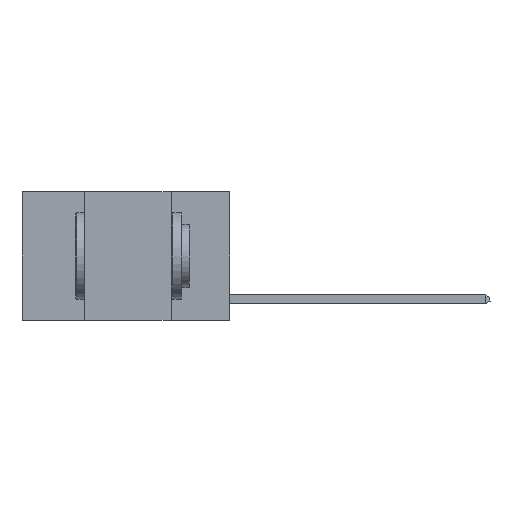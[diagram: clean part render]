
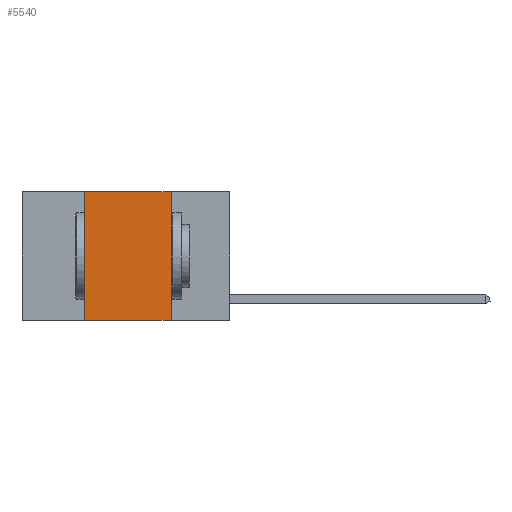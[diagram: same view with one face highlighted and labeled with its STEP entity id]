
A CAD part, left-side view. The second image highlights one B-rep face of the part: STEP entity #5540.
In plain terms, the highlighted planar face has unit normal (-1, 0, 0).
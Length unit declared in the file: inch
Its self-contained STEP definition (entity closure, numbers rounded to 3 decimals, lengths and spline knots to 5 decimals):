
#447 = CARTESIAN_POINT ( 'NONE',  ( 0., 0.42, 0. ) ) ;
#651 = EDGE_CURVE ( 'NONE', #767, #8921, #2724, .T. ) ;
#767 = VERTEX_POINT ( 'NONE', #902 ) ;
#902 = CARTESIAN_POINT ( 'NONE',  ( 0., 0.17, 0. ) ) ;
#977 = ORIENTED_EDGE ( 'NONE', *, *, #10133, .F. ) ;
#1108 = DIRECTION ( 'NONE',  ( 1., 0., 0. ) ) ;
#1362 = CARTESIAN_POINT ( 'NONE',  ( 0., 0.42, -0.37 ) ) ;
#1516 = CARTESIAN_POINT ( 'NONE',  ( 0., 0.6, -0.37 ) ) ;
#1843 = EDGE_CURVE ( 'NONE', #5630, #8921, #2598, .T. ) ;
#2473 = DIRECTION ( 'NONE',  ( 0., 0., 1. ) ) ;
#2598 = LINE ( 'NONE', #1516, #5229 ) ;
#2724 = LINE ( 'NONE', #9802, #11489 ) ;
#2783 = VECTOR ( 'NONE', #2473, 39.37008 ) ;
#3004 = EDGE_CURVE ( 'NONE', #8385, #767, #12067, .T. ) ;
#3733 = LINE ( 'NONE', #447, #2783 ) ;
#4996 = VECTOR ( 'NONE', #9881, 39.37008 ) ;
#5207 = DIRECTION ( 'NONE',  ( 0., 0., -1. ) ) ;
#5229 = VECTOR ( 'NONE', #8621, 39.37008 ) ;
#5521 = ORIENTED_EDGE ( 'NONE', *, *, #3004, .F. ) ;
#5540 = ADVANCED_FACE ( 'NONE', ( #8272 ), #6204, .F. ) ;
#5630 = VERTEX_POINT ( 'NONE', #1362 ) ;
#5702 = AXIS2_PLACEMENT_3D ( 'NONE', #10267, #1108, #5207 ) ;
#5812 = CARTESIAN_POINT ( 'NONE',  ( 0., 0.6, 0. ) ) ;
#6204 = PLANE ( 'NONE',  #5702 ) ;
#7924 = CARTESIAN_POINT ( 'NONE',  ( 0., 0.17, -0.37 ) ) ;
#8272 = FACE_OUTER_BOUND ( 'NONE', #11422, .T. ) ;
#8385 = VERTEX_POINT ( 'NONE', #10237 ) ;
#8621 = DIRECTION ( 'NONE',  ( 0., -1., 0. ) ) ;
#8885 = ORIENTED_EDGE ( 'NONE', *, *, #1843, .T. ) ;
#8921 = VERTEX_POINT ( 'NONE', #7924 ) ;
#9802 = CARTESIAN_POINT ( 'NONE',  ( 0., 0.17, 0. ) ) ;
#9881 = DIRECTION ( 'NONE',  ( 0., -1., 0. ) ) ;
#10133 = EDGE_CURVE ( 'NONE', #5630, #8385, #3733, .T. ) ;
#10237 = CARTESIAN_POINT ( 'NONE',  ( 0., 0.42, 0. ) ) ;
#10267 = CARTESIAN_POINT ( 'NONE',  ( 0., 0.6, 0. ) ) ;
#11422 = EDGE_LOOP ( 'NONE', ( #12829, #5521, #977, #8885 ) ) ;
#11489 = VECTOR ( 'NONE', #11996, 39.37008 ) ;
#11996 = DIRECTION ( 'NONE',  ( 0., 0., -1. ) ) ;
#12067 = LINE ( 'NONE', #5812, #4996 ) ;
#12829 = ORIENTED_EDGE ( 'NONE', *, *, #651, .F. ) ;
